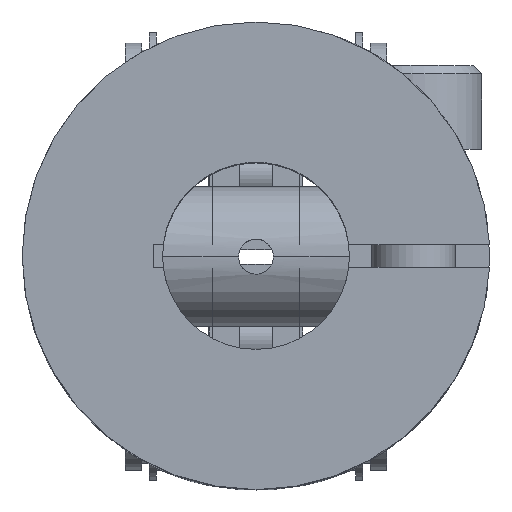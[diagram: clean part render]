
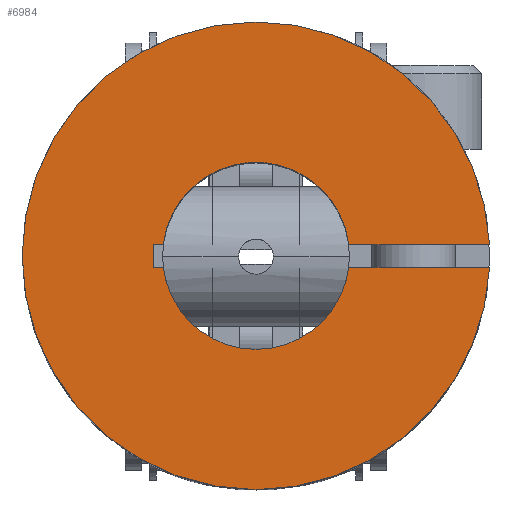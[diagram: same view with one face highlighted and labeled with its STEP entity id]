
A CAD part, top view. The second image highlights one B-rep face of the part: STEP entity #6984.
In plain terms, the highlighted planar face has unit normal (0, 0, 1).
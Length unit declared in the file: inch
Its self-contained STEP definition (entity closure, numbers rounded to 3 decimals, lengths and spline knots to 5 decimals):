
#8 = AXIS2_PLACEMENT_3D ( 'NONE', #10747, #10724, #10723 ) ;
#268 = AXIS2_PLACEMENT_3D ( 'NONE', #4049, #4048, #4047 ) ;
#284 = AXIS2_PLACEMENT_3D ( 'NONE', #3850, #3848, #3847 ) ;
#286 = AXIS2_PLACEMENT_3D ( 'NONE', #3918, #3860, #3859 ) ;
#663 = LINE ( 'NONE', #4045, #664 ) ;
#664 = VECTOR ( 'NONE', #4044, 39.37008 ) ;
#666 = CIRCLE ( 'NONE', #268, 0.125 ) ;
#708 = LINE ( 'NONE', #3856, #714 ) ;
#714 = VECTOR ( 'NONE', #3855, 39.37008 ) ;
#717 = CIRCLE ( 'NONE', #286, 0.125 ) ;
#723 = CIRCLE ( 'NONE', #284, 0.3125 ) ;
#1051 = AXIS2_PLACEMENT_3D ( 'NONE', #8575, #8573, #8572 ) ;
#1863 = VERTEX_POINT ( 'NONE', #13483 ) ;
#1866 = VERTEX_POINT ( 'NONE', #13516 ) ;
#1885 = VERTEX_POINT ( 'NONE', #13354 ) ;
#1912 = VERTEX_POINT ( 'NONE', #13567 ) ;
#1919 = VERTEX_POINT ( 'NONE', #13363 ) ;
#1926 = VERTEX_POINT ( 'NONE', #13497 ) ;
#1936 = VERTEX_POINT ( 'NONE', #13592 ) ;
#1977 = VERTEX_POINT ( 'NONE', #13691 ) ;
#2013 = VERTEX_POINT ( 'NONE', #13729 ) ;
#2023 = VERTEX_POINT ( 'NONE', #13538 ) ;
#3847 = DIRECTION ( 'NONE',  ( 0., 1., 0. ) ) ;
#3848 = DIRECTION ( 'NONE',  ( 0., 0., -1. ) ) ;
#3850 = CARTESIAN_POINT ( 'NONE',  ( 0., 0., 0.52 ) ) ;
#3855 = DIRECTION ( 'NONE',  ( 0., 1., 0. ) ) ;
#3856 = CARTESIAN_POINT ( 'NONE',  ( -0.1375, -0.015, 0.52 ) ) ;
#3859 = DIRECTION ( 'NONE',  ( 0., 1., 0. ) ) ;
#3860 = DIRECTION ( 'NONE',  ( 0., 0., -1. ) ) ;
#3918 = CARTESIAN_POINT ( 'NONE',  ( 0., 0., 0.52 ) ) ;
#4044 = DIRECTION ( 'NONE',  ( -1., 0., 0. ) ) ;
#4045 = CARTESIAN_POINT ( 'NONE',  ( 0.3125, -0.015, 0.52 ) ) ;
#4047 = DIRECTION ( 'NONE',  ( 0., 1., 0. ) ) ;
#4048 = DIRECTION ( 'NONE',  ( 0., 0., -1. ) ) ;
#4049 = CARTESIAN_POINT ( 'NONE',  ( 0., 0., 0.52 ) ) ;
#5124 = VERTEX_POINT ( 'NONE', #8684 ) ;
#5215 = EDGE_CURVE ( 'NONE', #1885, #1912, #9917, .T. ) ;
#5232 = EDGE_CURVE ( 'NONE', #1926, #1866, #9945, .T. ) ;
#5800 = ORIENTED_EDGE ( 'NONE', *, *, #5215, .T. ) ;
#5801 = ORIENTED_EDGE ( 'NONE', *, *, #12681, .T. ) ;
#5802 = ORIENTED_EDGE ( 'NONE', *, *, #5232, .F. ) ;
#5803 = ORIENTED_EDGE ( 'NONE', *, *, #11184, .F. ) ;
#5804 = ORIENTED_EDGE ( 'NONE', *, *, #11512, .F. ) ;
#5805 = ORIENTED_EDGE ( 'NONE', *, *, #11513, .T. ) ;
#5806 = ORIENTED_EDGE ( 'NONE', *, *, #11181, .T. ) ;
#5807 = ORIENTED_EDGE ( 'NONE', *, *, #11148, .T. ) ;
#5808 = ORIENTED_EDGE ( 'NONE', *, *, #11149, .T. ) ;
#5809 = ORIENTED_EDGE ( 'NONE', *, *, #11182, .T. ) ;
#5810 = ORIENTED_EDGE ( 'NONE', *, *, #11518, .T. ) ;
#6984 = ADVANCED_FACE ( 'NONE', ( #8953 ), #10738, .F. ) ;
#8520 = DIRECTION ( 'NONE',  ( 0., 1., 0. ) ) ;
#8521 = DIRECTION ( 'NONE',  ( 0., 0., -1. ) ) ;
#8523 = CARTESIAN_POINT ( 'NONE',  ( 0., 0., 0.52 ) ) ;
#8572 = DIRECTION ( 'NONE',  ( 0., 1., 0. ) ) ;
#8573 = DIRECTION ( 'NONE',  ( 0., 0., -1. ) ) ;
#8575 = CARTESIAN_POINT ( 'NONE',  ( 0., 0., 0.52 ) ) ;
#8684 = CARTESIAN_POINT ( 'NONE',  ( 0.1241, -0.015, 0.52 ) ) ;
#8953 = FACE_OUTER_BOUND ( 'NONE', #16101, .T. ) ;
#9917 = CIRCLE ( 'NONE', #1051, 0.125 ) ;
#9945 = CIRCLE ( 'NONE', #16477, 0.3125 ) ;
#10723 = DIRECTION ( 'NONE',  ( 0., 1., 0. ) ) ;
#10724 = DIRECTION ( 'NONE',  ( 0., 0., -1. ) ) ;
#10738 = PLANE ( 'NONE',  #8 ) ;
#10747 = CARTESIAN_POINT ( 'NONE',  ( 0., 0., 0.52 ) ) ;
#11148 = EDGE_CURVE ( 'NONE', #1977, #1919, #666, .T. ) ;
#11149 = EDGE_CURVE ( 'NONE', #1919, #1863, #663, .T. ) ;
#11181 = EDGE_CURVE ( 'NONE', #5124, #1977, #717, .T. ) ;
#11182 = EDGE_CURVE ( 'NONE', #1863, #1936, #708, .T. ) ;
#11184 = EDGE_CURVE ( 'NONE', #2023, #1926, #723, .T. ) ;
#11512 = EDGE_CURVE ( 'NONE', #2013, #2023, #15353, .T. ) ;
#11513 = EDGE_CURVE ( 'NONE', #2013, #5124, #15348, .T. ) ;
#11518 = EDGE_CURVE ( 'NONE', #1936, #1885, #15351, .T. ) ;
#12681 = EDGE_CURVE ( 'NONE', #1912, #1866, #15410, .T. ) ;
#13354 = CARTESIAN_POINT ( 'NONE',  ( -0.1241, 0.015, 0.52 ) ) ;
#13363 = CARTESIAN_POINT ( 'NONE',  ( -0.1241, -0.015, 0.52 ) ) ;
#13483 = CARTESIAN_POINT ( 'NONE',  ( -0.1375, -0.015, 0.52 ) ) ;
#13497 = CARTESIAN_POINT ( 'NONE',  ( 0., 0.3125, 0.52 ) ) ;
#13516 = CARTESIAN_POINT ( 'NONE',  ( 0.31214, 0.015, 0.52 ) ) ;
#13538 = CARTESIAN_POINT ( 'NONE',  ( 0., -0.3125, 0.52 ) ) ;
#13567 = CARTESIAN_POINT ( 'NONE',  ( 0.1241, 0.015, 0.52 ) ) ;
#13592 = CARTESIAN_POINT ( 'NONE',  ( -0.1375, 0.015, 0.52 ) ) ;
#13691 = CARTESIAN_POINT ( 'NONE',  ( 0., -0.125, 0.52 ) ) ;
#13729 = CARTESIAN_POINT ( 'NONE',  ( 0.31214, -0.015, 0.52 ) ) ;
#14042 = AXIS2_PLACEMENT_3D ( 'NONE', #18101, #18092, #18091 ) ;
#15348 = LINE ( 'NONE', #18090, #15349 ) ;
#15349 = VECTOR ( 'NONE', #18089, 39.37008 ) ;
#15351 = LINE ( 'NONE', #18056, #15359 ) ;
#15353 = CIRCLE ( 'NONE', #14042, 0.3125 ) ;
#15359 = VECTOR ( 'NONE', #18055, 39.37008 ) ;
#15410 = LINE ( 'NONE', #17975, #15411 ) ;
#15411 = VECTOR ( 'NONE', #17974, 39.37008 ) ;
#16101 = EDGE_LOOP ( 'NONE', ( #5800, #5801, #5802, #5803, #5804, #5805, #5806, #5807, #5808, #5809, #5810 ) ) ;
#16477 = AXIS2_PLACEMENT_3D ( 'NONE', #8523, #8521, #8520 ) ;
#17974 = DIRECTION ( 'NONE',  ( 1., 0., 0. ) ) ;
#17975 = CARTESIAN_POINT ( 'NONE',  ( 0.3125, 0.015, 0.52 ) ) ;
#18055 = DIRECTION ( 'NONE',  ( 1., 0., 0. ) ) ;
#18056 = CARTESIAN_POINT ( 'NONE',  ( 0.3125, 0.015, 0.52 ) ) ;
#18089 = DIRECTION ( 'NONE',  ( -1., 0., 0. ) ) ;
#18090 = CARTESIAN_POINT ( 'NONE',  ( 0.3125, -0.015, 0.52 ) ) ;
#18091 = DIRECTION ( 'NONE',  ( 0., 1., 0. ) ) ;
#18092 = DIRECTION ( 'NONE',  ( 0., 0., -1. ) ) ;
#18101 = CARTESIAN_POINT ( 'NONE',  ( 0., 0., 0.52 ) ) ;
